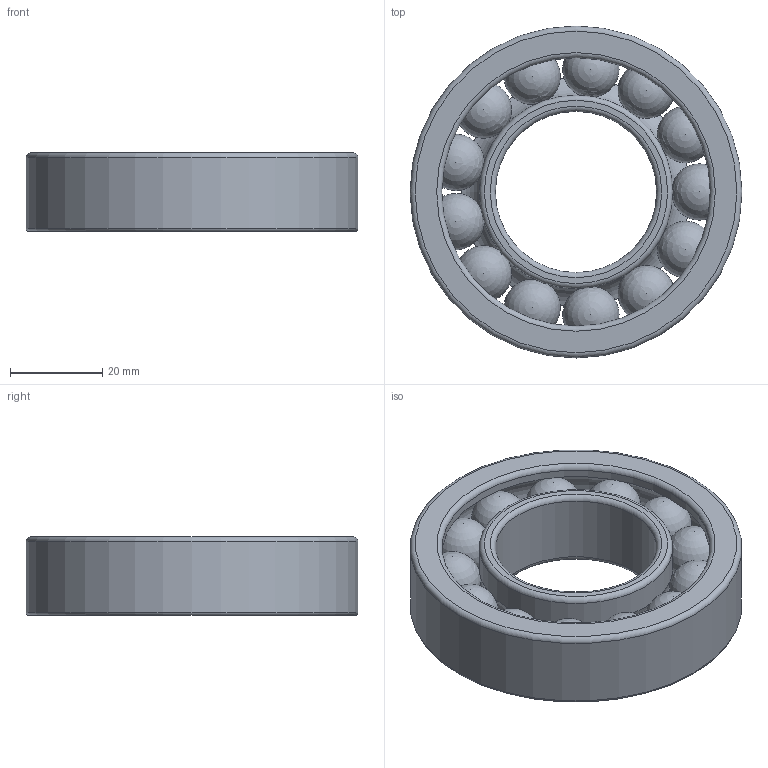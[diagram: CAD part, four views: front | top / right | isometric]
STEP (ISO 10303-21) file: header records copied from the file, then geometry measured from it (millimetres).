
FILE_DESCRIPTION(('FreeCAD Model'),'2;1');
FILE_NAME('DIN628_AngBallBearing_35-72-17_Typ7207.step', '2020-09-15T13:34:15',('Author'),(''), 'Open CASCADE STEP processor 7.3','FreeCAD','Unknown');
FILE_SCHEMA(('AUTOMOTIVE_DESIGN { 1 0 10303 214 1 1 1 1 }'));
Length unit declared in the file: millimetre
Products named in the file (4): DIN628_AngBallBearing_35-72-17_Typ7207; InnerRing; OuterRing; BallArray
Assembly tree (3 placements, depth 2):
  DIN628_AngBallBearing_35-72-17_Typ7207
    InnerRing
    OuterRing
    BallArray
Bounding box: 72 x 72 x 17 mm (x, y, z)
Volume: 36751.5 mm3; surface area: 21253.1 mm2
Topology: 15 solids, 15 shells, 32 faces, 125 edges, 227 vertices
Faces by surface type: sphere 13, torus 9, cylinder 6, plane 4
Full cylindrical faces by diameter (mm): 35 x1, 41.96 x1, 49.65 x1, 58.25 x1, 65.04 x1, 72 x1
Entity records: 1939 total; most frequent: CARTESIAN_POINT 882, DIRECTION 186, AXIS2_PLACEMENT_3D 90, ORIENTED_EDGE 68, CIRCLE 54, GEOMETRIC_CURVE_SET 53, FACE_BOUND 36, EDGE_CURVE 34
